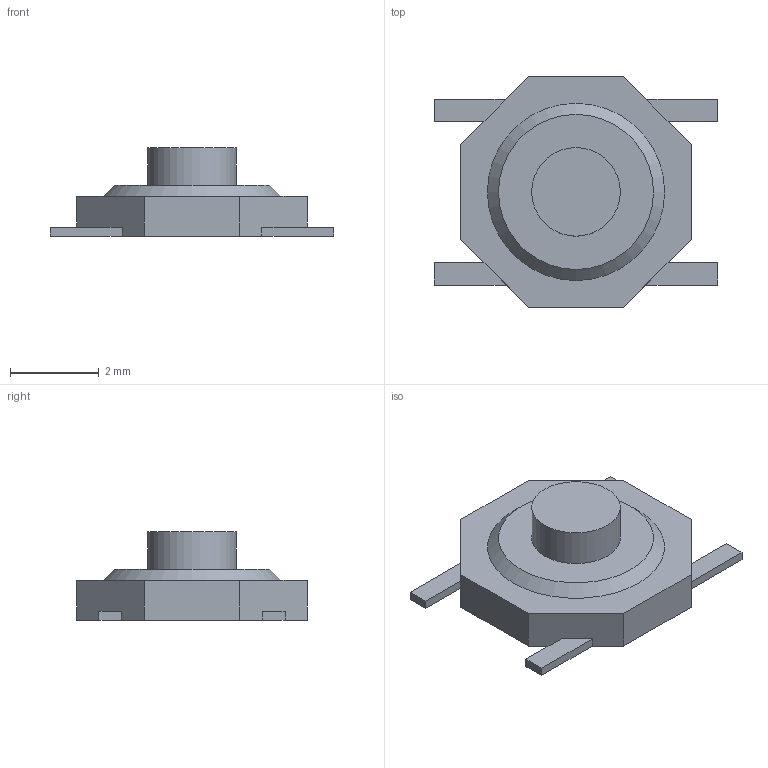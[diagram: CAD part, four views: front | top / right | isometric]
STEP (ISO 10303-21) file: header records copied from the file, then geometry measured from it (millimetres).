
FILE_DESCRIPTION(('FreeCAD Model'),'2;1');
FILE_NAME('Open CASCADE Shape Model','2025-02-13T22:07:17',(''),(''), 'Open CASCADE STEP processor 7.7','FreeCAD','Unknown');
FILE_SCHEMA(('AUTOMOTIVE_DESIGN { 1 0 10303 214 1 1 1 1 }'));
Length unit declared in the file: millimetre
Products named in the file (2): PTS526SM20SMTR21 LFS; Body001
Assembly tree (1 placements, depth 2):
  PTS526SM20SMTR21 LFS
    Body001
Bounding box: 6.4 x 5.2 x 2 mm (x, y, z)
Volume: 26.1 mm3; surface area: 74.4 mm2
Topology: 1 solids, 1 shells, 30 faces, 78 edges, 52 vertices
Faces by surface type: plane 28, cone 1, cylinder 1
Full cylindrical faces by diameter (mm): 2 x1
Entity records: 945 total; most frequent: CARTESIAN_POINT 163, ORIENTED_EDGE 156, DIRECTION 145, EDGE_CURVE 78, LINE 73, VECTOR 73, VERTEX_POINT 52, AXIS2_PLACEMENT_3D 36
